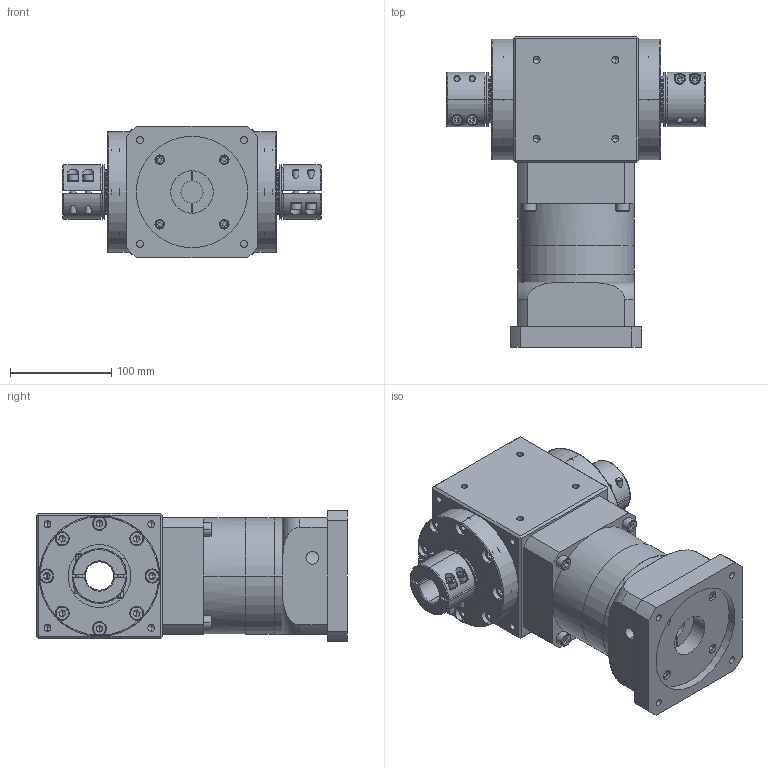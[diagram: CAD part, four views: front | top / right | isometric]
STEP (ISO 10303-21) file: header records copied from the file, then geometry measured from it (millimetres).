
FILE_DESCRIPTION (( 'STEP AP214' ), '1' );
FILE_NAME ('RAH120-L2-XX-D-22-110-145-M8_2019.STEP', '2019-05-13T05:20:40', ( 'Y' ), ( 'NCU' ), 'SwSTEP 2.0', 'SolidWorks 2016', '' );
FILE_SCHEMA (( 'AUTOMOTIVE_DESIGN' ));
Length unit declared in the file: millimetre
Products named in the file (1): RAH120-L2-XX-D-22-110-145-M8_2019
Bounding box: 255 x 306.8 x 130 mm (x, y, z)
Volume: 4410262.1 mm3; surface area: 378380.6 mm2
Topology: 3 solids, 29 shells, 1279 faces, 3020 edges, 1840 vertices
Faces by surface type: plane 645, cylinder 410, cone 142, torus 82
Entity records: 41588 total; most frequent: CARTESIAN_POINT 10012, DIRECTION 6630, ORIENTED_EDGE 5848, EDGE_CURVE 2924, AXIS2_PLACEMENT_3D 2546, VERTEX_POINT 1840, LINE 1538, VECTOR 1538
